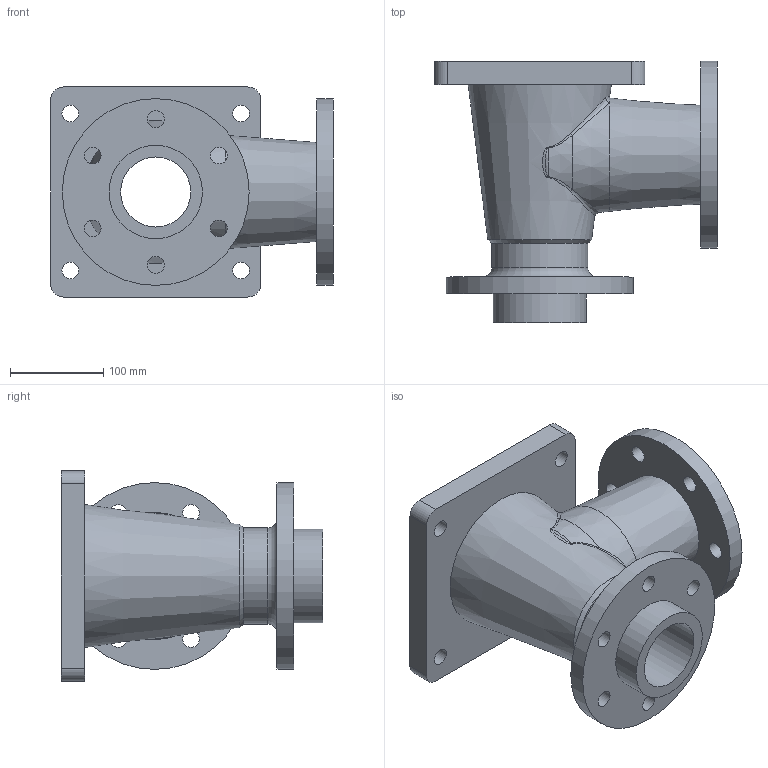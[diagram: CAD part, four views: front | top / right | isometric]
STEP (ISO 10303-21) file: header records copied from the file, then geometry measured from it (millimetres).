
FILE_DESCRIPTION(/* description */ (''),/* implementation_level */ '2;1');
FILE_NAME(/* name */ 'Body v1.step',/* time_stamp */ '2022-07-14T19:09:22+05:30',/* author */ (''),/* organization */ (''),/* preprocessor_version */ 'ST-DEVELOPER v19',/* originating_system */ 'Autodesk Translation Framework v11.7.0.108',/* authorisation */ '');
FILE_SCHEMA (('AUTOMOTIVE_DESIGN { 1 0 10303 214 3 1 1 }'));
Length unit declared in the file: millimetre
Products named in the file (1): Body
Bounding box: 302.68 x 280 x 225 mm (x, y, z)
Volume: 3408525.5 mm3; surface area: 466494.4 mm2
Topology: 1 solids, 1 shells, 69 faces, 164 edges, 100 vertices
Faces by surface type: cylinder 27, plane 13, bspline 12, cone 8, torus 5, sphere 4
Full cylindrical faces by diameter (mm): 18 x16, 75 x1, 87 x1, 100 x1, 103 x1, 125 x1, 200 x2
Entity records: 6300 total; most frequent: CARTESIAN_POINT 4630, DIRECTION 343, ORIENTED_EDGE 324, EDGE_CURVE 162, AXIS2_PLACEMENT_3D 148, EDGE_LOOP 110, VERTEX_POINT 100, CIRCLE 90
